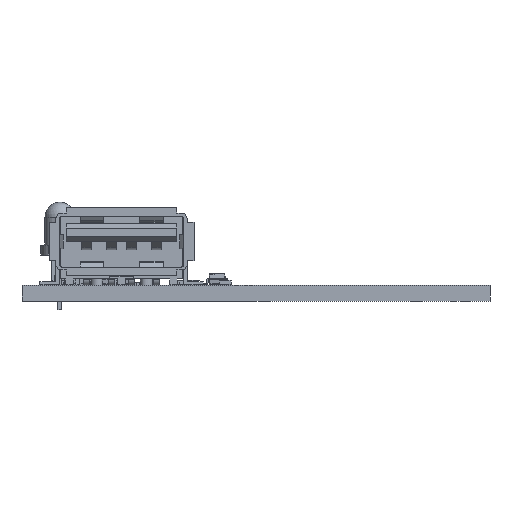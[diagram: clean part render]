
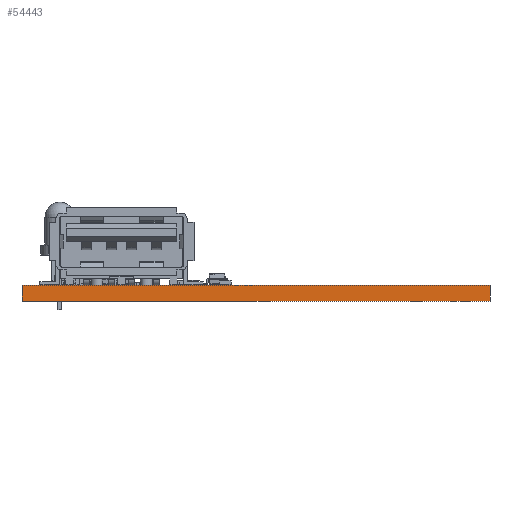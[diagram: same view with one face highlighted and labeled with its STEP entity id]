
A CAD part, left-side view. The second image highlights one B-rep face of the part: STEP entity #54443.
In plain terms, the highlighted planar face has unit normal (-1, 0, 0).
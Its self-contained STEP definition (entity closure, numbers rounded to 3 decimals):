
#54262 = PLANE('',#54263);
#54263 = AXIS2_PLACEMENT_3D('',#54264,#54265,#54266);
#54264 = CARTESIAN_POINT('',(119.6,-95.8,0.));
#54265 = DIRECTION('',(0.,-1.,0.));
#54266 = DIRECTION('',(-1.,0.,0.));
#54287 = VERTEX_POINT('',#54288);
#54288 = CARTESIAN_POINT('',(74.5,-95.8,1.6));
#54302 = PLANE('',#54303);
#54303 = AXIS2_PLACEMENT_3D('',#54304,#54305,#54306);
#54304 = CARTESIAN_POINT('',(97.05,-72.3,1.6));
#54305 = DIRECTION('',(0.,0.,-1.));
#54306 = DIRECTION('',(-1.,0.,0.));
#54314 = EDGE_CURVE('',#54315,#54287,#54317,.T.);
#54315 = VERTEX_POINT('',#54316);
#54316 = CARTESIAN_POINT('',(74.5,-95.8,0.));
#54317 = SURFACE_CURVE('',#54318,(#54322,#54329),.PCURVE_S1.);
#54318 = LINE('',#54319,#54320);
#54319 = CARTESIAN_POINT('',(74.5,-95.8,0.));
#54320 = VECTOR('',#54321,1.);
#54321 = DIRECTION('',(0.,0.,1.));
#54322 = PCURVE('',#54262,#54323);
#54323 = DEFINITIONAL_REPRESENTATION('',(#54324),#54328);
#54324 = LINE('',#54325,#54326);
#54325 = CARTESIAN_POINT('',(45.1,0.));
#54326 = VECTOR('',#54327,1.);
#54327 = DIRECTION('',(0.,-1.));
#54328 = ( GEOMETRIC_REPRESENTATION_CONTEXT(2) 
PARAMETRIC_REPRESENTATION_CONTEXT() REPRESENTATION_CONTEXT('2D SPACE',''
  ) );
#54329 = PCURVE('',#54330,#54335);
#54330 = PLANE('',#54331);
#54331 = AXIS2_PLACEMENT_3D('',#54332,#54333,#54334);
#54332 = CARTESIAN_POINT('',(74.5,-95.8,0.));
#54333 = DIRECTION('',(-1.,0.,0.));
#54334 = DIRECTION('',(0.,1.,0.));
#54335 = DEFINITIONAL_REPRESENTATION('',(#54336),#54340);
#54336 = LINE('',#54337,#54338);
#54337 = CARTESIAN_POINT('',(0.,0.));
#54338 = VECTOR('',#54339,1.);
#54339 = DIRECTION('',(0.,-1.));
#54340 = ( GEOMETRIC_REPRESENTATION_CONTEXT(2) 
PARAMETRIC_REPRESENTATION_CONTEXT() REPRESENTATION_CONTEXT('2D SPACE',''
  ) );
#54356 = PLANE('',#54357);
#54357 = AXIS2_PLACEMENT_3D('',#54358,#54359,#54360);
#54358 = CARTESIAN_POINT('',(97.05,-72.3,0.));
#54359 = DIRECTION('',(0.,0.,-1.));
#54360 = DIRECTION('',(-1.,0.,0.));
#54389 = PLANE('',#54390);
#54390 = AXIS2_PLACEMENT_3D('',#54391,#54392,#54393);
#54391 = CARTESIAN_POINT('',(74.5,-48.8,0.));
#54392 = DIRECTION('',(0.,1.,0.));
#54393 = DIRECTION('',(1.,0.,0.));
#54443 = ADVANCED_FACE('',(#54444),#54330,.T.);
#54444 = FACE_BOUND('',#54445,.T.);
#54445 = EDGE_LOOP('',(#54446,#54447,#54470,#54493));
#54446 = ORIENTED_EDGE('',*,*,#54314,.T.);
#54447 = ORIENTED_EDGE('',*,*,#54448,.T.);
#54448 = EDGE_CURVE('',#54287,#54449,#54451,.T.);
#54449 = VERTEX_POINT('',#54450);
#54450 = CARTESIAN_POINT('',(74.5,-48.8,1.6));
#54451 = SURFACE_CURVE('',#54452,(#54456,#54463),.PCURVE_S1.);
#54452 = LINE('',#54453,#54454);
#54453 = CARTESIAN_POINT('',(74.5,-95.8,1.6));
#54454 = VECTOR('',#54455,1.);
#54455 = DIRECTION('',(0.,1.,0.));
#54456 = PCURVE('',#54330,#54457);
#54457 = DEFINITIONAL_REPRESENTATION('',(#54458),#54462);
#54458 = LINE('',#54459,#54460);
#54459 = CARTESIAN_POINT('',(0.,-1.6));
#54460 = VECTOR('',#54461,1.);
#54461 = DIRECTION('',(1.,0.));
#54462 = ( GEOMETRIC_REPRESENTATION_CONTEXT(2) 
PARAMETRIC_REPRESENTATION_CONTEXT() REPRESENTATION_CONTEXT('2D SPACE',''
  ) );
#54463 = PCURVE('',#54302,#54464);
#54464 = DEFINITIONAL_REPRESENTATION('',(#54465),#54469);
#54465 = LINE('',#54466,#54467);
#54466 = CARTESIAN_POINT('',(22.55,-23.5));
#54467 = VECTOR('',#54468,1.);
#54468 = DIRECTION('',(0.,1.));
#54469 = ( GEOMETRIC_REPRESENTATION_CONTEXT(2) 
PARAMETRIC_REPRESENTATION_CONTEXT() REPRESENTATION_CONTEXT('2D SPACE',''
  ) );
#54470 = ORIENTED_EDGE('',*,*,#54471,.F.);
#54471 = EDGE_CURVE('',#54472,#54449,#54474,.T.);
#54472 = VERTEX_POINT('',#54473);
#54473 = CARTESIAN_POINT('',(74.5,-48.8,0.));
#54474 = SURFACE_CURVE('',#54475,(#54479,#54486),.PCURVE_S1.);
#54475 = LINE('',#54476,#54477);
#54476 = CARTESIAN_POINT('',(74.5,-48.8,0.));
#54477 = VECTOR('',#54478,1.);
#54478 = DIRECTION('',(0.,0.,1.));
#54479 = PCURVE('',#54330,#54480);
#54480 = DEFINITIONAL_REPRESENTATION('',(#54481),#54485);
#54481 = LINE('',#54482,#54483);
#54482 = CARTESIAN_POINT('',(47.,0.));
#54483 = VECTOR('',#54484,1.);
#54484 = DIRECTION('',(0.,-1.));
#54485 = ( GEOMETRIC_REPRESENTATION_CONTEXT(2) 
PARAMETRIC_REPRESENTATION_CONTEXT() REPRESENTATION_CONTEXT('2D SPACE',''
  ) );
#54486 = PCURVE('',#54389,#54487);
#54487 = DEFINITIONAL_REPRESENTATION('',(#54488),#54492);
#54488 = LINE('',#54489,#54490);
#54489 = CARTESIAN_POINT('',(0.,0.));
#54490 = VECTOR('',#54491,1.);
#54491 = DIRECTION('',(0.,-1.));
#54492 = ( GEOMETRIC_REPRESENTATION_CONTEXT(2) 
PARAMETRIC_REPRESENTATION_CONTEXT() REPRESENTATION_CONTEXT('2D SPACE',''
  ) );
#54493 = ORIENTED_EDGE('',*,*,#54494,.F.);
#54494 = EDGE_CURVE('',#54315,#54472,#54495,.T.);
#54495 = SURFACE_CURVE('',#54496,(#54500,#54507),.PCURVE_S1.);
#54496 = LINE('',#54497,#54498);
#54497 = CARTESIAN_POINT('',(74.5,-95.8,0.));
#54498 = VECTOR('',#54499,1.);
#54499 = DIRECTION('',(0.,1.,0.));
#54500 = PCURVE('',#54330,#54501);
#54501 = DEFINITIONAL_REPRESENTATION('',(#54502),#54506);
#54502 = LINE('',#54503,#54504);
#54503 = CARTESIAN_POINT('',(0.,0.));
#54504 = VECTOR('',#54505,1.);
#54505 = DIRECTION('',(1.,0.));
#54506 = ( GEOMETRIC_REPRESENTATION_CONTEXT(2) 
PARAMETRIC_REPRESENTATION_CONTEXT() REPRESENTATION_CONTEXT('2D SPACE',''
  ) );
#54507 = PCURVE('',#54356,#54508);
#54508 = DEFINITIONAL_REPRESENTATION('',(#54509),#54513);
#54509 = LINE('',#54510,#54511);
#54510 = CARTESIAN_POINT('',(22.55,-23.5));
#54511 = VECTOR('',#54512,1.);
#54512 = DIRECTION('',(0.,1.));
#54513 = ( GEOMETRIC_REPRESENTATION_CONTEXT(2) 
PARAMETRIC_REPRESENTATION_CONTEXT() REPRESENTATION_CONTEXT('2D SPACE',''
  ) );
